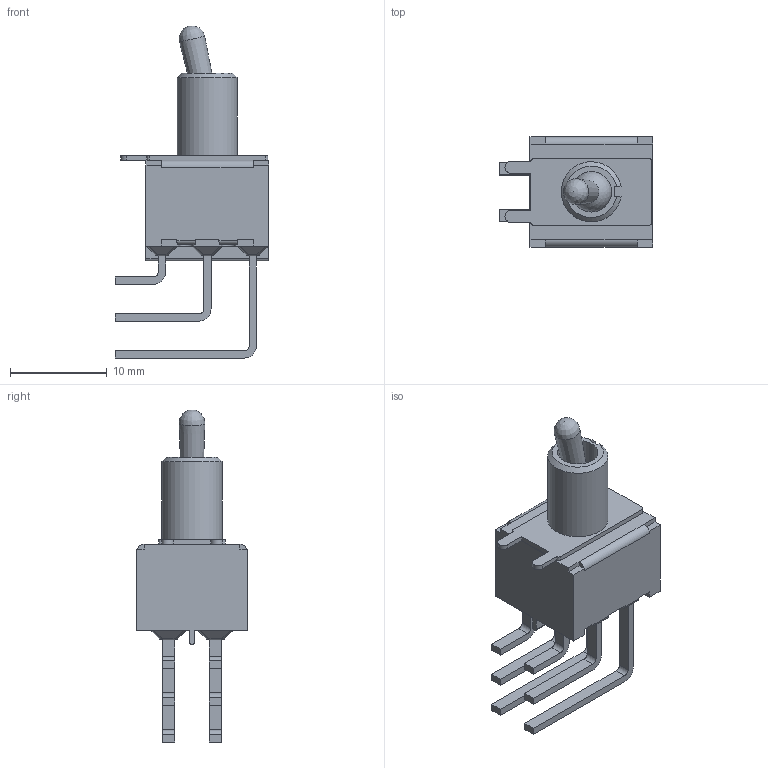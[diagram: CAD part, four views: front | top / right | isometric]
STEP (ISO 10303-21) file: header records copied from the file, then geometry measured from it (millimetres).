
FILE_DESCRIPTION(/* description */ (''),/* implementation_level */ '2;1');
FILE_NAME(/* name */ '100DPxT2B2M7xE.stp',/* time_stamp */ '2025-12-10T09:34:21-06:00',/* author */ ('mwilliams'),/* organization */ (''),/* preprocessor_version */ 'ST-DEVELOPER v18.1',/* originating_system */ 'Autodesk Inventor 2022',/* authorisation */ '');
FILE_SCHEMA (('AUTOMOTIVE_DESIGN { 1 0 10303 214 3 1 1 }'));
Length unit declared in the file: millimetre
Products named in the file (1): 000024240_Simplify_1
Bounding box: 15.88 x 11.43 x 34.33 mm (x, y, z)
Volume: 1660.7 mm3; surface area: 1584.3 mm2
Topology: 2 solids, 2 shells, 288 faces, 738 edges, 445 vertices
Faces by surface type: plane 179, cylinder 80, sphere 26, cone 2, bspline 1
Full cylindrical faces by diameter (mm): 4.2 x2
Entity records: 8481 total; most frequent: CARTESIAN_POINT 1495, DIRECTION 1461, ORIENTED_EDGE 1426, EDGE_CURVE 713, LINE 537, VECTOR 537, AXIS2_PLACEMENT_3D 462, VERTEX_POINT 445
